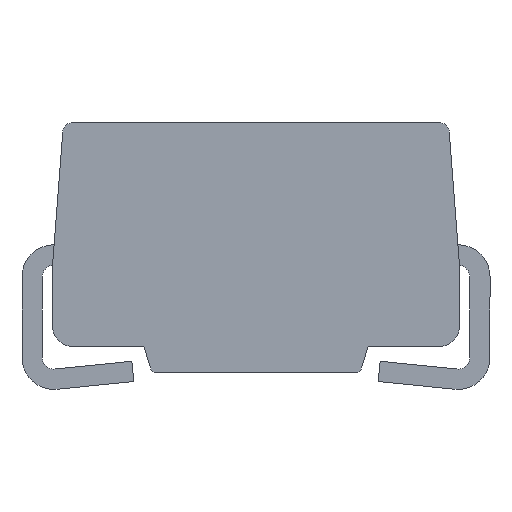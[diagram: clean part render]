
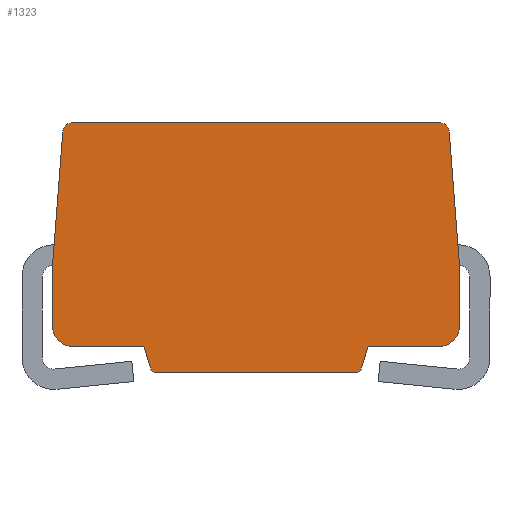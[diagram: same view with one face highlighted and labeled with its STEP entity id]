
A CAD part, front view. The second image highlights one B-rep face of the part: STEP entity #1323.
In plain terms, the highlighted planar face has unit normal (0, -1, 0).
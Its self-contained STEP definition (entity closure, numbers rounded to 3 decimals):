
#89=LINE('',#1980,#243);
#90=LINE('',#1982,#244);
#96=LINE('',#1994,#250);
#98=LINE('',#1998,#252);
#108=LINE('',#2022,#262);
#112=LINE('',#2037,#266);
#115=LINE('',#2043,#269);
#119=LINE('',#2057,#273);
#123=LINE('',#2069,#277);
#126=LINE('',#2075,#280);
#243=VECTOR('',#1594,1000.);
#244=VECTOR('',#1597,1000.);
#250=VECTOR('',#1605,1000.);
#252=VECTOR('',#1609,1000.);
#262=VECTOR('',#1627,1000.);
#266=VECTOR('',#1645,1000.);
#269=VECTOR('',#1650,1000.);
#273=VECTOR('',#1664,1000.);
#277=VECTOR('',#1676,1000.);
#280=VECTOR('',#1681,1000.);
#505=ORIENTED_EDGE('',*,*,#784,.F.);
#506=ORIENTED_EDGE('',*,*,#828,.F.);
#507=ORIENTED_EDGE('',*,*,#825,.F.);
#508=ORIENTED_EDGE('',*,*,#822,.F.);
#509=ORIENTED_EDGE('',*,*,#819,.F.);
#510=ORIENTED_EDGE('',*,*,#816,.F.);
#511=ORIENTED_EDGE('',*,*,#812,.F.);
#512=ORIENTED_EDGE('',*,*,#809,.F.);
#513=ORIENTED_EDGE('',*,*,#806,.F.);
#514=ORIENTED_EDGE('',*,*,#803,.F.);
#515=ORIENTED_EDGE('',*,*,#778,.F.);
#516=ORIENTED_EDGE('',*,*,#777,.F.);
#517=ORIENTED_EDGE('',*,*,#801,.F.);
#518=ORIENTED_EDGE('',*,*,#798,.F.);
#519=ORIENTED_EDGE('',*,*,#790,.F.);
#520=ORIENTED_EDGE('',*,*,#786,.F.);
#777=EDGE_CURVE('',#954,#951,#89,.T.);
#778=EDGE_CURVE('',#951,#955,#90,.T.);
#784=EDGE_CURVE('',#959,#960,#96,.T.);
#786=EDGE_CURVE('',#960,#961,#98,.T.);
#790=EDGE_CURVE('',#961,#964,#1058,.T.);
#798=EDGE_CURVE('',#964,#971,#108,.T.);
#801=EDGE_CURVE('',#971,#954,#1060,.T.);
#803=EDGE_CURVE('',#955,#973,#1062,.T.);
#806=EDGE_CURVE('',#973,#975,#112,.T.);
#809=EDGE_CURVE('',#975,#977,#115,.T.);
#812=EDGE_CURVE('',#977,#979,#1064,.T.);
#816=EDGE_CURVE('',#979,#982,#119,.T.);
#819=EDGE_CURVE('',#982,#984,#1067,.T.);
#822=EDGE_CURVE('',#984,#986,#123,.T.);
#825=EDGE_CURVE('',#986,#988,#126,.T.);
#828=EDGE_CURVE('',#988,#959,#1069,.T.);
#951=VERTEX_POINT('',#1973);
#954=VERTEX_POINT('',#1979);
#955=VERTEX_POINT('',#1983);
#959=VERTEX_POINT('',#1993);
#960=VERTEX_POINT('',#1995);
#961=VERTEX_POINT('',#1999);
#964=VERTEX_POINT('',#2007);
#971=VERTEX_POINT('',#2023);
#973=VERTEX_POINT('',#2032);
#975=VERTEX_POINT('',#2038);
#977=VERTEX_POINT('',#2044);
#979=VERTEX_POINT('',#2050);
#982=VERTEX_POINT('',#2058);
#984=VERTEX_POINT('',#2064);
#986=VERTEX_POINT('',#2070);
#988=VERTEX_POINT('',#2076);
#1058=CIRCLE('',#1436,0.05);
#1060=CIRCLE('',#1440,0.05);
#1062=CIRCLE('',#1443,0.099);
#1064=CIRCLE('',#1448,0.05);
#1067=CIRCLE('',#1453,0.05);
#1069=CIRCLE('',#1458,0.099);
#1117=EDGE_LOOP('',(#505,#506,#507,#508,#509,#510,#511,#512,#513,#514,#515,
#516,#517,#518,#519,#520));
#1193=FACE_BOUND('',#1117,.T.);
#1259=PLANE('',#1459);
#1323=ADVANCED_FACE('',(#1193),#1259,.F.);
#1436=AXIS2_PLACEMENT_3D('',#2006,#1616,#1617);
#1440=AXIS2_PLACEMENT_3D('',#2027,#1633,#1634);
#1443=AXIS2_PLACEMENT_3D('',#2031,#1639,#1640);
#1448=AXIS2_PLACEMENT_3D('',#2049,#1656,#1657);
#1453=AXIS2_PLACEMENT_3D('',#2063,#1670,#1671);
#1458=AXIS2_PLACEMENT_3D('',#2080,#1687,#1688);
#1459=AXIS2_PLACEMENT_3D('',#2081,#1689,#1690);
#1594=DIRECTION('',(0.076,0.,-0.997));
#1597=DIRECTION('',(0.,0.,-1.));
#1605=DIRECTION('',(0.,0.,1.));
#1609=DIRECTION('',(0.076,0.,0.997));
#1616=DIRECTION('',(0.,1.,0.));
#1617=DIRECTION('',(1.,0.,0.));
#1627=DIRECTION('',(1.,0.,0.));
#1633=DIRECTION('',(0.,1.,0.));
#1634=DIRECTION('',(1.,0.,0.));
#1639=DIRECTION('',(0.,1.,0.));
#1640=DIRECTION('',(1.,0.,0.));
#1645=DIRECTION('',(-1.,0.,0.));
#1650=DIRECTION('',(-0.292,0.,-0.956));
#1656=DIRECTION('',(0.,1.,0.));
#1657=DIRECTION('',(1.,0.,0.));
#1664=DIRECTION('',(-1.,0.,0.));
#1670=DIRECTION('',(0.,1.,0.));
#1671=DIRECTION('',(1.,0.,0.));
#1676=DIRECTION('',(-0.292,0.,0.956));
#1681=DIRECTION('',(-1.,0.,0.));
#1687=DIRECTION('',(0.,1.,0.));
#1688=DIRECTION('',(1.,0.,0.));
#1689=DIRECTION('',(0.,1.,0.));
#1690=DIRECTION('',(0.,0.,1.));
#1973=CARTESIAN_POINT('',(1.,-0.7,0.));
#1979=CARTESIAN_POINT('',(0.95,-0.7,0.654));
#1980=CARTESIAN_POINT('',(0.95,-0.7,0.654));
#1982=CARTESIAN_POINT('',(1.,-0.7,0.));
#1983=CARTESIAN_POINT('',(1.,-0.7,-0.301));
#1993=CARTESIAN_POINT('',(-1.,-0.7,-0.301));
#1994=CARTESIAN_POINT('',(-1.,-0.7,0.));
#1995=CARTESIAN_POINT('',(-1.,-0.7,0.));
#1998=CARTESIAN_POINT('',(-1.,-0.7,0.));
#1999=CARTESIAN_POINT('',(-0.95,-0.7,0.654));
#2006=CARTESIAN_POINT('',(-0.9,-0.7,0.65));
#2007=CARTESIAN_POINT('',(-0.9,-0.7,0.7));
#2022=CARTESIAN_POINT('',(-0.9,-0.7,0.7));
#2023=CARTESIAN_POINT('',(0.9,-0.7,0.7));
#2027=CARTESIAN_POINT('',(0.9,-0.7,0.65));
#2031=CARTESIAN_POINT('',(0.901,-0.7,-0.301));
#2032=CARTESIAN_POINT('',(0.901,-0.7,-0.4));
#2037=CARTESIAN_POINT('',(0.901,-0.7,-0.4));
#2038=CARTESIAN_POINT('',(0.551,-0.7,-0.4));
#2043=CARTESIAN_POINT('',(0.551,-0.7,-0.4));
#2044=CARTESIAN_POINT('',(0.519,-0.7,-0.504));
#2049=CARTESIAN_POINT('',(0.471,-0.7,-0.489));
#2050=CARTESIAN_POINT('',(0.5,-0.7,-0.53));
#2057=CARTESIAN_POINT('',(-0.5,-0.7,-0.53));
#2058=CARTESIAN_POINT('',(-0.5,-0.7,-0.53));
#2063=CARTESIAN_POINT('',(-0.471,-0.7,-0.489));
#2064=CARTESIAN_POINT('',(-0.519,-0.7,-0.504));
#2069=CARTESIAN_POINT('',(-0.551,-0.7,-0.4));
#2070=CARTESIAN_POINT('',(-0.551,-0.7,-0.4));
#2075=CARTESIAN_POINT('',(-0.901,-0.7,-0.4));
#2076=CARTESIAN_POINT('',(-0.901,-0.7,-0.4));
#2080=CARTESIAN_POINT('',(-0.901,-0.7,-0.301));
#2081=CARTESIAN_POINT('',(-0.9,-0.7,0.65));
